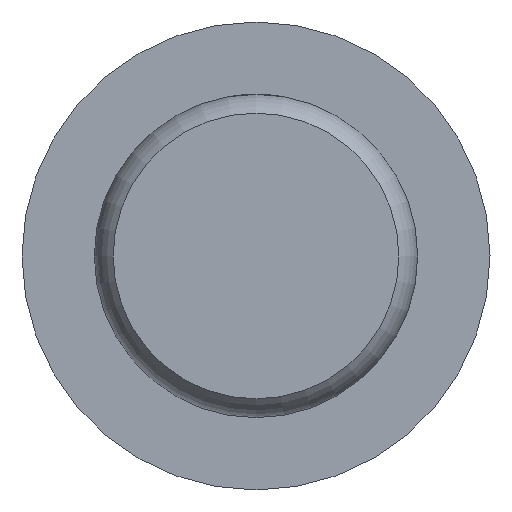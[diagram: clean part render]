
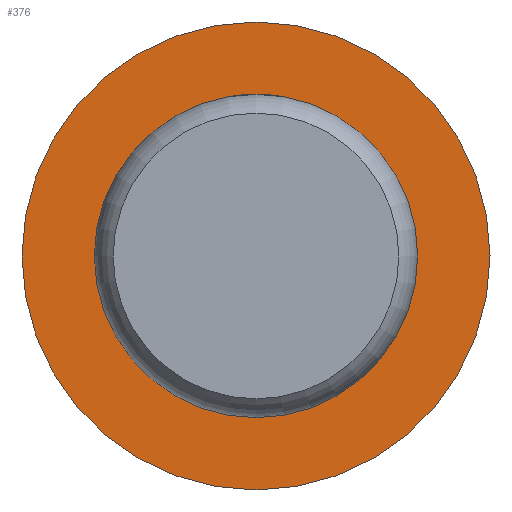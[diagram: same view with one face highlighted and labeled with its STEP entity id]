
A CAD part, left-side view. The second image highlights one B-rep face of the part: STEP entity #376.
In plain terms, the highlighted face is planar.
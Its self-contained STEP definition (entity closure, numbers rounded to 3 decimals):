
#376=ADVANCED_FACE('',(#814,#815),#816,.T.);
#814=FACE_OUTER_BOUND('',#1275,.T.);
#815=FACE_BOUND('',#1276,.T.);
#816=PLANE('',#1277);
#1275=EDGE_LOOP('',(#2951));
#1276=EDGE_LOOP('',(#2952));
#1277=AXIS2_PLACEMENT_3D('',#2953,#2954,#2955);
#2951=ORIENTED_EDGE('',*,*,#3546,.T.);
#2952=ORIENTED_EDGE('',*,*,#3547,.F.);
#2953=CARTESIAN_POINT('',(0.,0.,-82.));
#2954=DIRECTION('',(0.0,0.,1.0));
#2955=DIRECTION('',(1.0,0.0,0.0));
#3546=EDGE_CURVE('',#4551,#4551,#4552,.T.);
#3547=EDGE_CURVE('',#4553,#4553,#4554,.T.);
#4551=VERTEX_POINT('',#9706);
#4552=CIRCLE('',#9707,55.0);
#4553=VERTEX_POINT('',#9708);
#4554=CIRCLE('',#9709,27.5);
#9706=CARTESIAN_POINT('',(55.0,0.,-82.));
#9707=AXIS2_PLACEMENT_3D('',#10544,#10545,#10546);
#9708=CARTESIAN_POINT('',(-27.5,0.,-82.));
#9709=AXIS2_PLACEMENT_3D('',#10547,#10548,#10549);
#10544=CARTESIAN_POINT('',(0.,0.,-82.));
#10545=DIRECTION('',(0.0,0.,1.0));
#10546=DIRECTION('',(1.0,0.0,0.0));
#10547=CARTESIAN_POINT('',(0.0,0.0,-82.));
#10548=DIRECTION('',(0.0,0.,1.0));
#10549=DIRECTION('',(1.0,0.0,0.0));
